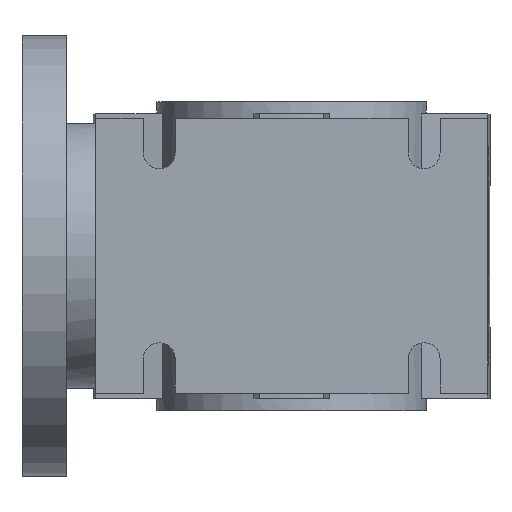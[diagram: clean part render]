
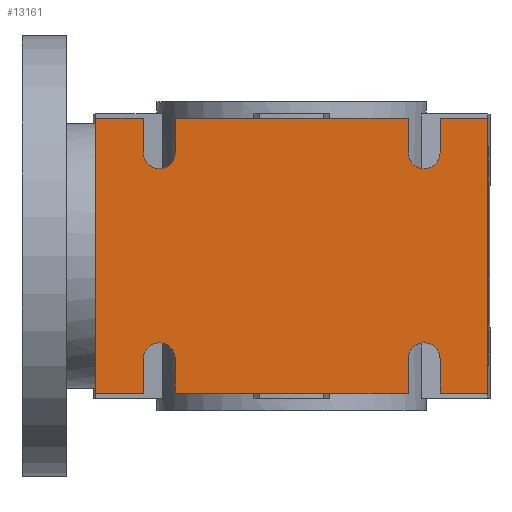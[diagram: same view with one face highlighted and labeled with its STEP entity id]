
A CAD part, top view. The second image highlights one B-rep face of the part: STEP entity #13161.
In plain terms, the highlighted planar face has unit normal (0, 0, 1).
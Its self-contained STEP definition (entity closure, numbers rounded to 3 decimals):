
#64=CIRCLE('',#13619,3.25);
#67=CIRCLE('',#13626,3.25);
#69=CIRCLE('',#13632,3.25);
#70=CIRCLE('',#13633,3.25);
#1595=FACE_OUTER_BOUND('',#2353,.T.);
#2353=EDGE_LOOP('',(#11476,#11477,#11478,#11479,#11480,#11481,#11482,#11483,
#11484,#11485,#11486,#11487,#11488,#11489,#11490,#11491,#11492,#11493,#11494,
#11495,#11496));
#3550=LINE('',#22710,#4852);
#3557=LINE('',#22738,#4859);
#3561=LINE('',#22747,#4863);
#3565=LINE('',#22756,#4867);
#3569=LINE('',#22765,#4871);
#3573=LINE('',#22774,#4875);
#3577=LINE('',#22783,#4879);
#3581=LINE('',#22792,#4883);
#3585=LINE('',#22801,#4887);
#3587=LINE('',#22807,#4889);
#3595=LINE('',#22824,#4897);
#3596=LINE('',#22826,#4898);
#3601=LINE('',#22837,#4903);
#3603=LINE('',#22840,#4905);
#3604=LINE('',#22843,#4906);
#3609=LINE('',#22857,#4911);
#3610=LINE('',#22858,#4912);
#4852=VECTOR('',#15463,10.);
#4859=VECTOR('',#15496,10.);
#4863=VECTOR('',#15502,10.);
#4867=VECTOR('',#15508,10.);
#4871=VECTOR('',#15514,10.);
#4875=VECTOR('',#15520,10.);
#4879=VECTOR('',#15526,10.);
#4883=VECTOR('',#15532,10.);
#4887=VECTOR('',#15538,10.);
#4889=VECTOR('',#15548,10.);
#4897=VECTOR('',#15560,10.);
#4898=VECTOR('',#15563,10.);
#4903=VECTOR('',#15576,10.);
#4905=VECTOR('',#15580,10.);
#4906=VECTOR('',#15583,10.);
#4911=VECTOR('',#15596,10.);
#4912=VECTOR('',#15597,10.);
#6159=VERTEX_POINT('',#22707);
#6160=VERTEX_POINT('',#22709);
#6167=VERTEX_POINT('',#22735);
#6168=VERTEX_POINT('',#22737);
#6171=VERTEX_POINT('',#22744);
#6172=VERTEX_POINT('',#22746);
#6175=VERTEX_POINT('',#22753);
#6176=VERTEX_POINT('',#22755);
#6179=VERTEX_POINT('',#22762);
#6180=VERTEX_POINT('',#22764);
#6183=VERTEX_POINT('',#22771);
#6184=VERTEX_POINT('',#22773);
#6187=VERTEX_POINT('',#22780);
#6188=VERTEX_POINT('',#22782);
#6191=VERTEX_POINT('',#22789);
#6192=VERTEX_POINT('',#22791);
#6195=VERTEX_POINT('',#22798);
#6196=VERTEX_POINT('',#22800);
#6203=VERTEX_POINT('',#22822);
#6206=VERTEX_POINT('',#22842);
#6211=VERTEX_POINT('',#22856);
#7957=EDGE_CURVE('',#6160,#6159,#3550,.T.);
#7965=EDGE_CURVE('',#6168,#6167,#3557,.T.);
#7969=EDGE_CURVE('',#6172,#6171,#3561,.T.);
#7973=EDGE_CURVE('',#6176,#6175,#3565,.T.);
#7977=EDGE_CURVE('',#6180,#6179,#3569,.T.);
#7981=EDGE_CURVE('',#6184,#6183,#3573,.T.);
#7985=EDGE_CURVE('',#6188,#6187,#3577,.T.);
#7989=EDGE_CURVE('',#6192,#6191,#3581,.T.);
#7993=EDGE_CURVE('',#6196,#6195,#3585,.T.);
#7996=EDGE_CURVE('',#6171,#6168,#64,.T.);
#7997=EDGE_CURVE('',#6184,#6159,#3587,.T.);
#8006=EDGE_CURVE('',#6203,#6175,#3595,.T.);
#8007=EDGE_CURVE('',#6180,#6187,#3596,.T.);
#8010=EDGE_CURVE('',#6183,#6188,#67,.T.);
#8014=EDGE_CURVE('',#6160,#6191,#3601,.T.);
#8016=EDGE_CURVE('',#6196,#6167,#3603,.T.);
#8017=EDGE_CURVE('',#6172,#6206,#3604,.T.);
#8023=EDGE_CURVE('',#6195,#6192,#69,.T.);
#8024=EDGE_CURVE('',#6179,#6176,#70,.T.);
#8025=EDGE_CURVE('',#6211,#6203,#3609,.T.);
#8026=EDGE_CURVE('',#6206,#6211,#3610,.T.);
#11476=ORIENTED_EDGE('',*,*,#7969,.T.);
#11477=ORIENTED_EDGE('',*,*,#7996,.T.);
#11478=ORIENTED_EDGE('',*,*,#7965,.T.);
#11479=ORIENTED_EDGE('',*,*,#8016,.F.);
#11480=ORIENTED_EDGE('',*,*,#7993,.T.);
#11481=ORIENTED_EDGE('',*,*,#8023,.T.);
#11482=ORIENTED_EDGE('',*,*,#7989,.T.);
#11483=ORIENTED_EDGE('',*,*,#8014,.F.);
#11484=ORIENTED_EDGE('',*,*,#7957,.T.);
#11485=ORIENTED_EDGE('',*,*,#7997,.F.);
#11486=ORIENTED_EDGE('',*,*,#7981,.T.);
#11487=ORIENTED_EDGE('',*,*,#8010,.T.);
#11488=ORIENTED_EDGE('',*,*,#7985,.T.);
#11489=ORIENTED_EDGE('',*,*,#8007,.F.);
#11490=ORIENTED_EDGE('',*,*,#7977,.T.);
#11491=ORIENTED_EDGE('',*,*,#8024,.T.);
#11492=ORIENTED_EDGE('',*,*,#7973,.T.);
#11493=ORIENTED_EDGE('',*,*,#8006,.F.);
#11494=ORIENTED_EDGE('',*,*,#8025,.F.);
#11495=ORIENTED_EDGE('',*,*,#8026,.F.);
#11496=ORIENTED_EDGE('',*,*,#8017,.F.);
#12495=PLANE('',#13631);
#13161=ADVANCED_FACE('',(#1595),#12495,.T.);
#13619=AXIS2_PLACEMENT_3D('',#22805,#15544,#15545);
#13626=AXIS2_PLACEMENT_3D('',#22830,#15569,#15570);
#13631=AXIS2_PLACEMENT_3D('',#22853,#15590,#15591);
#13632=AXIS2_PLACEMENT_3D('',#22854,#15592,#15593);
#13633=AXIS2_PLACEMENT_3D('',#22855,#15594,#15595);
#15463=DIRECTION('',(0.,1.,0.));
#15496=DIRECTION('',(0.,-1.,0.));
#15502=DIRECTION('',(0.,1.,0.));
#15508=DIRECTION('',(0.,1.,0.));
#15514=DIRECTION('',(0.,-1.,0.));
#15520=DIRECTION('',(0.,-1.,0.));
#15526=DIRECTION('',(0.,1.,0.));
#15532=DIRECTION('',(0.,-1.,0.));
#15538=DIRECTION('',(0.,1.,0.));
#15544=DIRECTION('center_axis',(0.,0.,-1.));
#15545=DIRECTION('ref_axis',(1.,0.,0.));
#15548=DIRECTION('',(1.,0.,0.));
#15560=DIRECTION('',(1.,0.,0.));
#15563=DIRECTION('',(1.,0.,0.));
#15569=DIRECTION('center_axis',(0.,0.,-1.));
#15570=DIRECTION('ref_axis',(1.,0.,0.));
#15576=DIRECTION('',(-1.,0.,0.));
#15580=DIRECTION('',(-1.,0.,0.));
#15583=DIRECTION('',(-1.,0.,0.));
#15590=DIRECTION('center_axis',(0.,0.,1.));
#15591=DIRECTION('ref_axis',(1.,0.,0.));
#15592=DIRECTION('center_axis',(0.,0.,-1.));
#15593=DIRECTION('ref_axis',(1.,0.,0.));
#15594=DIRECTION('center_axis',(0.,0.,-1.));
#15595=DIRECTION('ref_axis',(1.,0.,0.));
#15596=DIRECTION('',(0.,1.,0.));
#15597=DIRECTION('',(0.,1.,0.));
#22707=CARTESIAN_POINT('',(40.,28.,57.));
#22709=CARTESIAN_POINT('',(40.,-28.,57.));
#22710=CARTESIAN_POINT('',(40.,0.,57.));
#22735=CARTESIAN_POINT('',(-23.75,-28.,57.));
#22737=CARTESIAN_POINT('',(-23.75,-21.,57.));
#22738=CARTESIAN_POINT('',(-23.75,-10.5,57.));
#22744=CARTESIAN_POINT('',(-30.25,-21.,57.));
#22746=CARTESIAN_POINT('',(-30.25,-28.,57.));
#22747=CARTESIAN_POINT('',(-30.25,-14.,57.));
#22753=CARTESIAN_POINT('',(-30.25,28.,57.));
#22755=CARTESIAN_POINT('',(-30.25,21.,57.));
#22756=CARTESIAN_POINT('',(-30.25,10.5,57.));
#22762=CARTESIAN_POINT('',(-23.75,21.,57.));
#22764=CARTESIAN_POINT('',(-23.75,28.,57.));
#22765=CARTESIAN_POINT('',(-23.75,14.,57.));
#22771=CARTESIAN_POINT('',(30.25,21.,57.));
#22773=CARTESIAN_POINT('',(30.25,28.,57.));
#22774=CARTESIAN_POINT('',(30.25,14.,57.));
#22780=CARTESIAN_POINT('',(23.75,28.,57.));
#22782=CARTESIAN_POINT('',(23.75,21.,57.));
#22783=CARTESIAN_POINT('',(23.75,10.5,57.));
#22789=CARTESIAN_POINT('',(30.25,-28.,57.));
#22791=CARTESIAN_POINT('',(30.25,-21.,57.));
#22792=CARTESIAN_POINT('',(30.25,-10.5,57.));
#22798=CARTESIAN_POINT('',(23.75,-21.,57.));
#22800=CARTESIAN_POINT('',(23.75,-28.,57.));
#22801=CARTESIAN_POINT('',(23.75,-14.,57.));
#22805=CARTESIAN_POINT('Origin',(-27.,-21.,57.));
#22807=CARTESIAN_POINT('',(-40.,28.,57.));
#22822=CARTESIAN_POINT('',(-40.,28.,57.));
#22824=CARTESIAN_POINT('',(-40.,28.,57.));
#22826=CARTESIAN_POINT('',(-40.,28.,57.));
#22830=CARTESIAN_POINT('Origin',(27.,21.,57.));
#22837=CARTESIAN_POINT('',(-40.,-28.,57.));
#22840=CARTESIAN_POINT('',(-40.,-28.,57.));
#22842=CARTESIAN_POINT('',(-40.,-28.,57.));
#22843=CARTESIAN_POINT('',(-40.,-28.,57.));
#22853=CARTESIAN_POINT('Origin',(-40.,0.,57.));
#22854=CARTESIAN_POINT('Origin',(27.,-21.,57.));
#22855=CARTESIAN_POINT('Origin',(-27.,21.,57.));
#22856=CARTESIAN_POINT('',(-40.,0.,57.));
#22857=CARTESIAN_POINT('',(-40.,0.,57.));
#22858=CARTESIAN_POINT('',(-40.,0.,57.));
